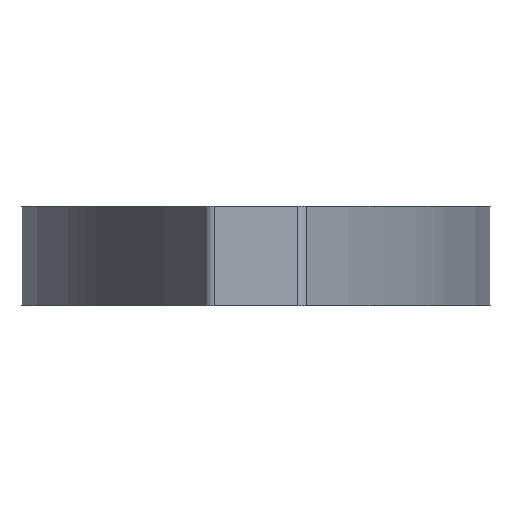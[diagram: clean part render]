
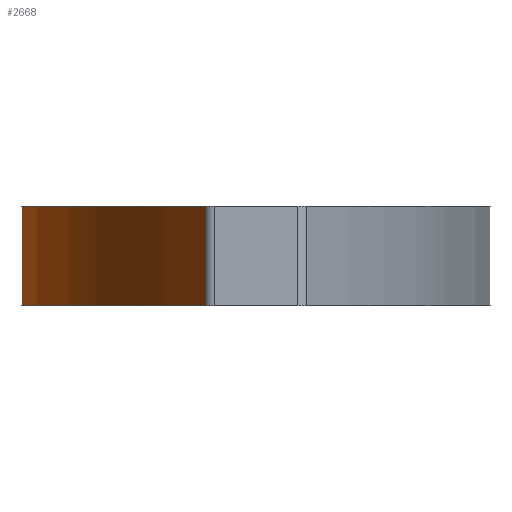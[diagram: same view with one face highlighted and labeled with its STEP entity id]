
A CAD part, left-side view. The second image highlights one B-rep face of the part: STEP entity #2668.
In plain terms, the highlighted cylindrical face has radius 50 mm (diameter 100 mm), a partial arc.
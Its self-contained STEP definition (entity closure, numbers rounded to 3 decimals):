
#15=CYLINDRICAL_SURFACE('',#2964,50.);
#66=CIRCLE('',#2747,50.);
#69=CIRCLE('',#2750,50.);
#70=CIRCLE('',#2761,50.);
#74=CIRCLE('',#2766,50.);
#78=CIRCLE('',#2771,50.);
#162=CIRCLE('',#2938,50.);
#163=CIRCLE('',#2939,50.);
#168=CIRCLE('',#2956,50.);
#169=CIRCLE('',#2958,50.);
#170=CIRCLE('',#2960,50.);
#364=FACE_OUTER_BOUND('',#525,.T.);
#525=EDGE_LOOP('',(#2375,#2376,#2377,#2378,#2379,#2380,#2381,#2382,#2383,
#2384,#2385,#2386,#2387,#2388,#2389,#2390,#2391,#2392,#2393,#2394));
#593=LINE('',#3955,#840);
#597=LINE('',#3962,#844);
#606=LINE('',#3980,#853);
#608=LINE('',#3984,#855);
#759=LINE('',#4523,#1006);
#763=LINE('',#4530,#1010);
#765=LINE('',#4535,#1012);
#770=LINE('',#4544,#1017);
#773=LINE('',#4569,#1020);
#774=LINE('',#4570,#1021);
#840=VECTOR('',#3147,10.);
#844=VECTOR('',#3153,10.);
#853=VECTOR('',#3170,10.);
#855=VECTOR('',#3174,10.);
#1006=VECTOR('',#3701,10.);
#1010=VECTOR('',#3707,10.);
#1012=VECTOR('',#3711,10.);
#1017=VECTOR('',#3720,10.);
#1020=VECTOR('',#3751,10.);
#1021=VECTOR('',#3752,10.);
#1076=VERTEX_POINT('',#3924);
#1077=VERTEX_POINT('',#3926);
#1084=VERTEX_POINT('',#3940);
#1085=VERTEX_POINT('',#3942);
#1088=VERTEX_POINT('',#3952);
#1091=VERTEX_POINT('',#3959);
#1096=VERTEX_POINT('',#3977);
#1097=VERTEX_POINT('',#3982);
#1098=VERTEX_POINT('',#3987);
#1105=VERTEX_POINT('',#4005);
#1255=VERTEX_POINT('',#4482);
#1256=VERTEX_POINT('',#4484);
#1259=VERTEX_POINT('',#4490);
#1260=VERTEX_POINT('',#4492);
#1269=VERTEX_POINT('',#4520);
#1272=VERTEX_POINT('',#4527);
#1273=VERTEX_POINT('',#4532);
#1276=VERTEX_POINT('',#4542);
#1280=VERTEX_POINT('',#4553);
#1281=VERTEX_POINT('',#4559);
#1356=EDGE_CURVE('',#1077,#1076,#66,.T.);
#1364=EDGE_CURVE('',#1085,#1084,#69,.T.);
#1370=EDGE_CURVE('',#1088,#1084,#593,.T.);
#1374=EDGE_CURVE('',#1091,#1085,#597,.T.);
#1383=EDGE_CURVE('',#1096,#1077,#606,.T.);
#1385=EDGE_CURVE('',#1097,#1076,#608,.T.);
#1386=EDGE_CURVE('',#1096,#1098,#70,.T.);
#1391=EDGE_CURVE('',#1091,#1097,#74,.T.);
#1396=EDGE_CURVE('',#1105,#1088,#78,.T.);
#1621=EDGE_CURVE('',#1256,#1255,#162,.T.);
#1625=EDGE_CURVE('',#1260,#1259,#163,.T.);
#1639=EDGE_CURVE('',#1269,#1255,#759,.T.);
#1643=EDGE_CURVE('',#1272,#1260,#763,.T.);
#1645=EDGE_CURVE('',#1273,#1259,#765,.T.);
#1650=EDGE_CURVE('',#1276,#1256,#770,.T.);
#1655=EDGE_CURVE('',#1269,#1280,#168,.T.);
#1656=EDGE_CURVE('',#1273,#1276,#169,.T.);
#1657=EDGE_CURVE('',#1281,#1272,#170,.T.);
#1662=EDGE_CURVE('',#1281,#1105,#773,.T.);
#1663=EDGE_CURVE('',#1280,#1098,#774,.T.);
#2375=ORIENTED_EDGE('',*,*,#1396,.F.);
#2376=ORIENTED_EDGE('',*,*,#1662,.F.);
#2377=ORIENTED_EDGE('',*,*,#1657,.T.);
#2378=ORIENTED_EDGE('',*,*,#1643,.T.);
#2379=ORIENTED_EDGE('',*,*,#1625,.T.);
#2380=ORIENTED_EDGE('',*,*,#1645,.F.);
#2381=ORIENTED_EDGE('',*,*,#1656,.T.);
#2382=ORIENTED_EDGE('',*,*,#1650,.T.);
#2383=ORIENTED_EDGE('',*,*,#1621,.T.);
#2384=ORIENTED_EDGE('',*,*,#1639,.F.);
#2385=ORIENTED_EDGE('',*,*,#1655,.T.);
#2386=ORIENTED_EDGE('',*,*,#1663,.T.);
#2387=ORIENTED_EDGE('',*,*,#1386,.F.);
#2388=ORIENTED_EDGE('',*,*,#1383,.T.);
#2389=ORIENTED_EDGE('',*,*,#1356,.T.);
#2390=ORIENTED_EDGE('',*,*,#1385,.F.);
#2391=ORIENTED_EDGE('',*,*,#1391,.F.);
#2392=ORIENTED_EDGE('',*,*,#1374,.T.);
#2393=ORIENTED_EDGE('',*,*,#1364,.T.);
#2394=ORIENTED_EDGE('',*,*,#1370,.F.);
#2668=ADVANCED_FACE('',(#364),#15,.T.);
#2747=AXIS2_PLACEMENT_3D('',#3927,#3125,#3126);
#2750=AXIS2_PLACEMENT_3D('',#3943,#3136,#3137);
#2761=AXIS2_PLACEMENT_3D('',#3988,#3179,#3180);
#2766=AXIS2_PLACEMENT_3D('',#3997,#3190,#3191);
#2771=AXIS2_PLACEMENT_3D('',#4007,#3201,#3202);
#2938=AXIS2_PLACEMENT_3D('',#4485,#3668,#3669);
#2939=AXIS2_PLACEMENT_3D('',#4493,#3673,#3674);
#2956=AXIS2_PLACEMENT_3D('',#4555,#3732,#3733);
#2958=AXIS2_PLACEMENT_3D('',#4557,#3736,#3737);
#2960=AXIS2_PLACEMENT_3D('',#4560,#3740,#3741);
#2964=AXIS2_PLACEMENT_3D('',#4568,#3749,#3750);
#3125=DIRECTION('center_axis',(0.,0.,1.));
#3126=DIRECTION('ref_axis',(0.345,0.939,0.));
#3136=DIRECTION('center_axis',(0.,0.,1.));
#3137=DIRECTION('ref_axis',(-0.275,0.961,0.));
#3147=DIRECTION('',(0.,0.,-1.));
#3153=DIRECTION('',(0.,0.,-1.));
#3170=DIRECTION('',(0.,0.,-1.));
#3174=DIRECTION('',(0.,0.,-1.));
#3179=DIRECTION('center_axis',(0.,0.,-1.));
#3180=DIRECTION('ref_axis',(-0.526,-0.85,0.));
#3190=DIRECTION('center_axis',(0.,0.,-1.));
#3191=DIRECTION('ref_axis',(-0.526,-0.85,0.));
#3201=DIRECTION('center_axis',(0.,0.,-1.));
#3202=DIRECTION('ref_axis',(-0.526,-0.85,0.));
#3668=DIRECTION('center_axis',(0.,0.,-1.));
#3669=DIRECTION('ref_axis',(-0.526,0.85,0.));
#3673=DIRECTION('center_axis',(0.,0.,-1.));
#3674=DIRECTION('ref_axis',(-0.526,0.85,0.));
#3701=DIRECTION('',(0.,0.,1.));
#3707=DIRECTION('',(0.,0.,1.));
#3711=DIRECTION('',(0.,0.,1.));
#3720=DIRECTION('',(0.,0.,1.));
#3732=DIRECTION('center_axis',(0.,0.,-1.));
#3733=DIRECTION('ref_axis',(-0.526,-0.85,0.));
#3736=DIRECTION('center_axis',(0.,0.,-1.));
#3737=DIRECTION('ref_axis',(-0.526,-0.85,0.));
#3740=DIRECTION('center_axis',(0.,0.,-1.));
#3741=DIRECTION('ref_axis',(-0.526,-0.85,0.));
#3749=DIRECTION('center_axis',(0.,0.,1.));
#3750=DIRECTION('ref_axis',(-0.526,-0.85,0.));
#3751=DIRECTION('',(0.,0.,-1.));
#3752=DIRECTION('',(0.,0.,-1.));
#3924=CARTESIAN_POINT('',(13.75,7.572,-2.01));
#3926=CARTESIAN_POINT('',(17.25,6.43,-2.01));
#3927=CARTESIAN_POINT('Origin',(0.,-40.5,-2.01));
#3940=CARTESIAN_POINT('',(-17.25,6.43,-2.01));
#3942=CARTESIAN_POINT('',(-13.75,7.572,-2.01));
#3943=CARTESIAN_POINT('Origin',(0.,-40.5,-2.01));
#3952=CARTESIAN_POINT('',(-17.25,6.43,-2.));
#3955=CARTESIAN_POINT('',(-17.25,6.43,0.));
#3959=CARTESIAN_POINT('',(-13.75,7.572,-2.));
#3962=CARTESIAN_POINT('',(-13.75,7.572,0.));
#3977=CARTESIAN_POINT('',(17.25,6.43,-2.));
#3980=CARTESIAN_POINT('',(17.25,6.43,0.));
#3982=CARTESIAN_POINT('',(13.75,7.572,-2.));
#3984=CARTESIAN_POINT('',(13.75,7.572,0.));
#3987=CARTESIAN_POINT('',(26.31,2.018,-2.));
#3988=CARTESIAN_POINT('Origin',(0.,-40.5,-2.));
#3997=CARTESIAN_POINT('Origin',(0.,-40.5,-2.));
#4005=CARTESIAN_POINT('',(-26.31,2.018,-2.));
#4007=CARTESIAN_POINT('Origin',(0.,-40.5,-2.));
#4482=CARTESIAN_POINT('',(17.25,6.43,2.01));
#4484=CARTESIAN_POINT('',(13.75,7.572,2.01));
#4485=CARTESIAN_POINT('Origin',(0.,-40.5,2.01));
#4490=CARTESIAN_POINT('',(-13.75,7.572,2.01));
#4492=CARTESIAN_POINT('',(-17.25,6.43,2.01));
#4493=CARTESIAN_POINT('Origin',(0.,-40.5,2.01));
#4520=CARTESIAN_POINT('',(17.25,6.43,2.));
#4523=CARTESIAN_POINT('',(17.25,6.43,0.));
#4527=CARTESIAN_POINT('',(-17.25,6.43,2.));
#4530=CARTESIAN_POINT('',(-17.25,6.43,0.));
#4532=CARTESIAN_POINT('',(-13.75,7.572,2.));
#4535=CARTESIAN_POINT('',(-13.75,7.572,0.));
#4542=CARTESIAN_POINT('',(13.75,7.572,2.));
#4544=CARTESIAN_POINT('',(13.75,7.572,0.));
#4553=CARTESIAN_POINT('',(26.31,2.018,2.));
#4555=CARTESIAN_POINT('Origin',(0.,-40.5,2.));
#4557=CARTESIAN_POINT('Origin',(0.,-40.5,2.));
#4559=CARTESIAN_POINT('',(-26.31,2.018,2.));
#4560=CARTESIAN_POINT('Origin',(0.,-40.5,2.));
#4568=CARTESIAN_POINT('Origin',(0.,-40.5,0.));
#4569=CARTESIAN_POINT('',(-26.31,2.018,0.));
#4570=CARTESIAN_POINT('',(26.31,2.018,0.));
